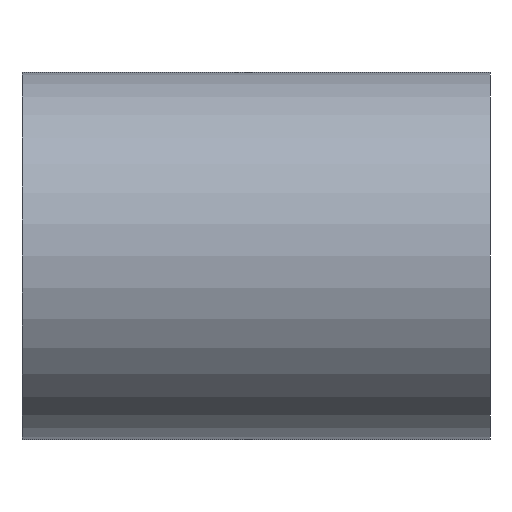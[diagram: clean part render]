
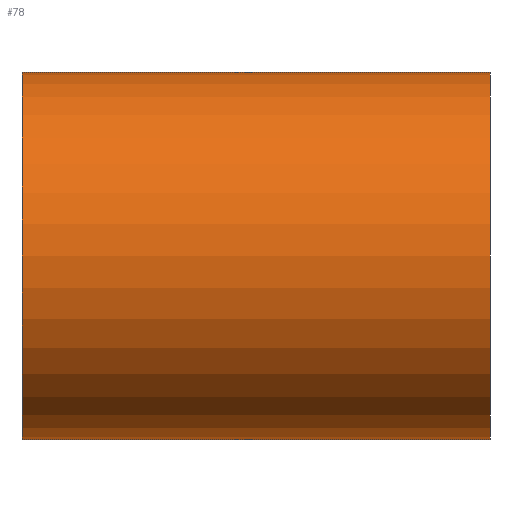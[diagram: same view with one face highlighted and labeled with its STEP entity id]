
A CAD part, front view. The second image highlights one B-rep face of the part: STEP entity #78.
In plain terms, the highlighted cylindrical face has radius 17.65 mm (diameter 35.3 mm), a partial arc.
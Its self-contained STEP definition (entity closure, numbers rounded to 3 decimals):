
#2 = AXIS2_PLACEMENT_3D ( 'NONE', #92, #166, #162 ) ;
#11 = CARTESIAN_POINT ( 'NONE',  ( 22.5, 0., 0. ) ) ;
#12 = VECTOR ( 'NONE', #126, 1000. ) ;
#22 = CARTESIAN_POINT ( 'NONE',  ( 22.5, 0., -17.65 ) ) ;
#27 = DIRECTION ( 'NONE',  ( -1., 0., 0. ) ) ;
#28 = VERTEX_POINT ( 'NONE', #129 ) ;
#37 = VERTEX_POINT ( 'NONE', #22 ) ;
#38 = ORIENTED_EDGE ( 'NONE', *, *, #110, .F. ) ;
#43 = LINE ( 'NONE', #55, #71 ) ;
#47 = CIRCLE ( 'NONE', #76, 17.65 ) ;
#54 = AXIS2_PLACEMENT_3D ( 'NONE', #147, #27, #89 ) ;
#55 = CARTESIAN_POINT ( 'NONE',  ( -22.5, 0., -17.65 ) ) ;
#64 = ORIENTED_EDGE ( 'NONE', *, *, #167, .F. ) ;
#66 = VERTEX_POINT ( 'NONE', #148 ) ;
#71 = VECTOR ( 'NONE', #108, 1000. ) ;
#73 = DIRECTION ( 'NONE',  ( -1., 0., 0. ) ) ;
#76 = AXIS2_PLACEMENT_3D ( 'NONE', #11, #73, #122 ) ;
#78 = ADVANCED_FACE ( 'NONE', ( #146 ), #112, .T. ) ;
#89 = DIRECTION ( 'NONE',  ( 0., 0., 1. ) ) ;
#92 = CARTESIAN_POINT ( 'NONE',  ( -22.5, 0., 0. ) ) ;
#105 = EDGE_CURVE ( 'NONE', #37, #28, #47, .T. ) ;
#108 = DIRECTION ( 'NONE',  ( -1., 0., 0. ) ) ;
#110 = EDGE_CURVE ( 'NONE', #66, #157, #153, .T. ) ;
#112 = CYLINDRICAL_SURFACE ( 'NONE', #2, 17.65 ) ;
#122 = DIRECTION ( 'NONE',  ( 0., 0., 1. ) ) ;
#126 = DIRECTION ( 'NONE',  ( -1., 0., 0. ) ) ;
#129 = CARTESIAN_POINT ( 'NONE',  ( 22.5, 0., 17.65 ) ) ;
#135 = LINE ( 'NONE', #193, #12 ) ;
#146 = FACE_OUTER_BOUND ( 'NONE', #175, .T. ) ;
#147 = CARTESIAN_POINT ( 'NONE',  ( -22.5, 0., 0. ) ) ;
#148 = CARTESIAN_POINT ( 'NONE',  ( -22.5, 0., -17.65 ) ) ;
#153 = CIRCLE ( 'NONE', #54, 17.65 ) ;
#155 = EDGE_CURVE ( 'NONE', #28, #157, #135, .T. ) ;
#157 = VERTEX_POINT ( 'NONE', #178 ) ;
#162 = DIRECTION ( 'NONE',  ( 0., 0., 1. ) ) ;
#166 = DIRECTION ( 'NONE',  ( -1., 0., 0. ) ) ;
#167 = EDGE_CURVE ( 'NONE', #37, #66, #43, .T. ) ;
#173 = ORIENTED_EDGE ( 'NONE', *, *, #155, .T. ) ;
#175 = EDGE_LOOP ( 'NONE', ( #64, #189, #173, #38 ) ) ;
#178 = CARTESIAN_POINT ( 'NONE',  ( -22.5, 0., 17.65 ) ) ;
#189 = ORIENTED_EDGE ( 'NONE', *, *, #105, .T. ) ;
#193 = CARTESIAN_POINT ( 'NONE',  ( -22.5, 0., 17.65 ) ) ;
